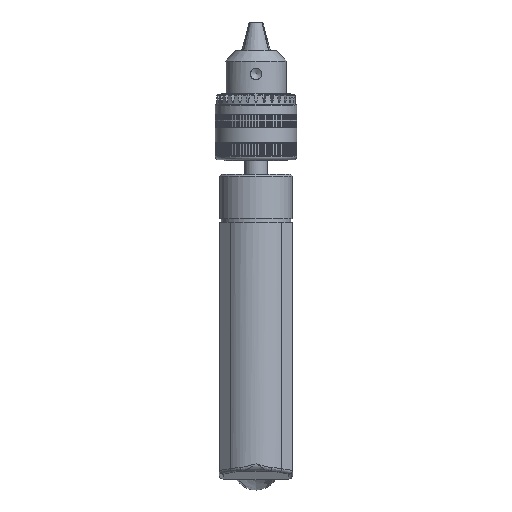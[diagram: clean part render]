
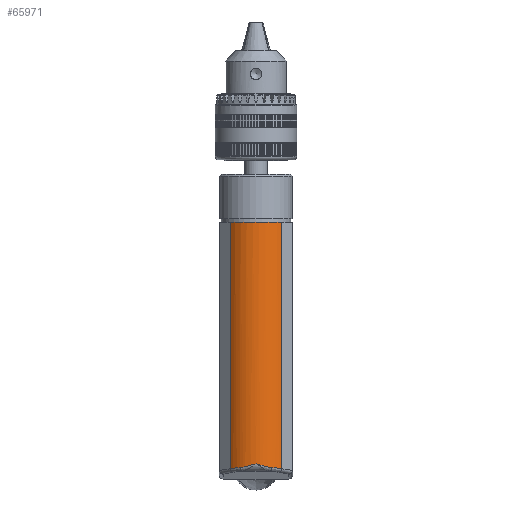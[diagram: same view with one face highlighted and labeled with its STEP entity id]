
A CAD part, left-side view. The second image highlights one B-rep face of the part: STEP entity #65971.
In plain terms, the highlighted cylindrical face has radius 19 mm (diameter 38 mm), a partial arc.
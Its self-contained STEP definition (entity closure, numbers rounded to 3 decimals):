
#65062=CARTESIAN_POINT('',(-19.,0.0,-65.296));
#65063=VERTEX_POINT('',#65062);
#65374=CARTESIAN_POINT('',(-13.435,-13.435,-67.852));
#65375=VERTEX_POINT('',#65374);
#65428=CARTESIAN_POINT('',(-17.153,-8.172,-67.265));
#65429=VERTEX_POINT('',#65428);
#65430=CARTESIAN_POINT('',(0.0,0.0,-69.972));
#65431=DIRECTION('',(-0.156,0.0,-0.988));
#65432=DIRECTION('',(-0.988,0.0,0.156));
#65433=AXIS2_PLACEMENT_3D('',#65430,#65431,#65432);
#65434=ELLIPSE('',#65433,19.235,19.0);
#65435=EDGE_CURVE('',#65375,#65429,#65434,.T.);
#65614=CARTESIAN_POINT('',(-17.153,-8.172,-67.265));
#65615=CARTESIAN_POINT('',(-17.331,-7.799,-67.237));
#65616=CARTESIAN_POINT('',(-17.661,-7.042,-67.146));
#65617=CARTESIAN_POINT('',(-18.079,-5.887,-66.932));
#65618=CARTESIAN_POINT('',(-18.417,-4.72,-66.662));
#65619=CARTESIAN_POINT('',(-18.851,-2.775,-66.148));
#65620=CARTESIAN_POINT('',(-18.999,-1.197,-65.663));
#65621=CARTESIAN_POINT('',(-19.,-0.021,-65.302));
#65622=CARTESIAN_POINT('',(-19.,-0.014,-65.3));
#65623=CARTESIAN_POINT('',(-19.,-0.007,-65.298));
#65624=CARTESIAN_POINT('',(-19.,0.,-65.296));
#65625=B_SPLINE_CURVE_WITH_KNOTS('',3,(#65614,#65615,#65616,#65617,#65618,#65619,#65620,#65621,#65622,#65623,#65624),.UNSPECIFIED.,.F.,.U.,(4,1,1,1,1,3,4),(-0.779,-0.668,-0.556,-0.445,-0.334,0.0,0.002),.UNSPECIFIED.);
#65626=EDGE_CURVE('',#65429,#65063,#65625,.T.);
#65764=CARTESIAN_POINT('',(-17.153,8.172,-67.265));
#65765=VERTEX_POINT('',#65764);
#65766=CARTESIAN_POINT('',(-19.,0.,-65.296));
#65767=CARTESIAN_POINT('',(-19.,0.007,-65.298));
#65768=CARTESIAN_POINT('',(-19.,0.014,-65.3));
#65769=CARTESIAN_POINT('',(-19.,0.021,-65.302));
#65770=CARTESIAN_POINT('',(-18.999,1.197,-65.663));
#65771=CARTESIAN_POINT('',(-18.851,2.775,-66.148));
#65772=CARTESIAN_POINT('',(-18.417,4.72,-66.662));
#65773=CARTESIAN_POINT('',(-18.079,5.887,-66.932));
#65774=CARTESIAN_POINT('',(-17.661,7.042,-67.146));
#65775=CARTESIAN_POINT('',(-17.331,7.799,-67.237));
#65776=CARTESIAN_POINT('',(-17.153,8.172,-67.265));
#65777=B_SPLINE_CURVE_WITH_KNOTS('',3,(#65766,#65767,#65768,#65769,#65770,#65771,#65772,#65773,#65774,#65775,#65776),.UNSPECIFIED.,.F.,.U.,(4,3,1,1,1,1,4),(-0.781,-0.779,-0.445,-0.334,-0.223,-0.111,0.),.UNSPECIFIED.);
#65778=EDGE_CURVE('',#65063,#65765,#65777,.T.);
#65843=CARTESIAN_POINT('',(-13.435,13.435,-67.852));
#65844=VERTEX_POINT('',#65843);
#65845=CARTESIAN_POINT('',(0.0,0.0,-69.972));
#65846=DIRECTION('',(-0.156,0.0,-0.988));
#65847=DIRECTION('',(-0.988,0.0,0.156));
#65848=AXIS2_PLACEMENT_3D('',#65845,#65846,#65847);
#65849=ELLIPSE('',#65848,19.235,19.0);
#65850=EDGE_CURVE('',#65765,#65844,#65849,.T.);
#65924=CARTESIAN_POINT('',(-13.435,13.435,60.3));
#65925=VERTEX_POINT('',#65924);
#65935=CARTESIAN_POINT('',(-13.435,13.435,60.3));
#65936=DIRECTION('',(0.0,0.0,-1.0));
#65937=VECTOR('',#65936,128.152);
#65938=LINE('',#65935,#65937);
#65939=EDGE_CURVE('',#65925,#65844,#65938,.T.);
#65944=CARTESIAN_POINT('',(0.0,0.0,0.0));
#65945=DIRECTION('',(0.0,0.0,1.0));
#65946=DIRECTION('',(0.707,-0.707,0.0));
#65947=AXIS2_PLACEMENT_3D('',#65944,#65945,#65946);
#65948=CYLINDRICAL_SURFACE('',#65947,19.0);
#65949=CARTESIAN_POINT('',(-13.435,-13.435,60.3));
#65950=VERTEX_POINT('',#65949);
#65951=CARTESIAN_POINT('',(0.0,0.0,60.3));
#65952=DIRECTION('',(0.0,0.0,-1.));
#65953=DIRECTION('',(0.707,-0.707,0.0));
#65954=AXIS2_PLACEMENT_3D('',#65951,#65952,#65953);
#65955=CIRCLE('',#65954,19.0);
#65956=EDGE_CURVE('',#65950,#65925,#65955,.T.);
#65957=ORIENTED_EDGE('',*,*,#65956,.T.);
#65958=ORIENTED_EDGE('',*,*,#65939,.T.);
#65959=ORIENTED_EDGE('',*,*,#65850,.F.);
#65960=ORIENTED_EDGE('',*,*,#65778,.F.);
#65961=ORIENTED_EDGE('',*,*,#65626,.F.);
#65962=ORIENTED_EDGE('',*,*,#65435,.F.);
#65963=CARTESIAN_POINT('',(-13.435,-13.435,-67.852));
#65964=DIRECTION('',(0.0,0.0,1.0));
#65965=VECTOR('',#65964,128.152);
#65966=LINE('',#65963,#65965);
#65967=EDGE_CURVE('',#65375,#65950,#65966,.T.);
#65968=ORIENTED_EDGE('',*,*,#65967,.T.);
#65969=EDGE_LOOP('',(#65957,#65958,#65959,#65960,#65961,#65962,#65968));
#65970=FACE_OUTER_BOUND('',#65969,.T.);
#65971=ADVANCED_FACE('',(#65970),#65948,.T.);
